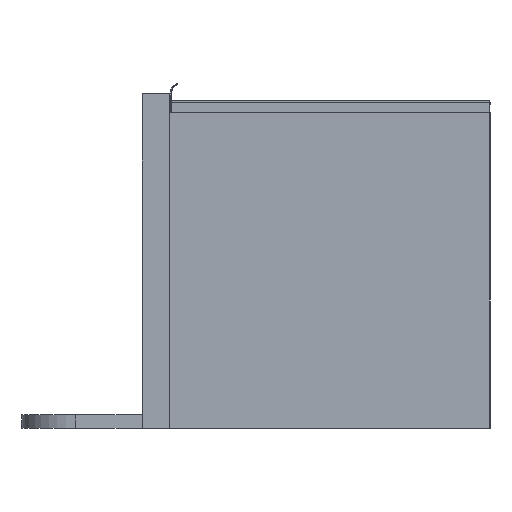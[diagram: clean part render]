
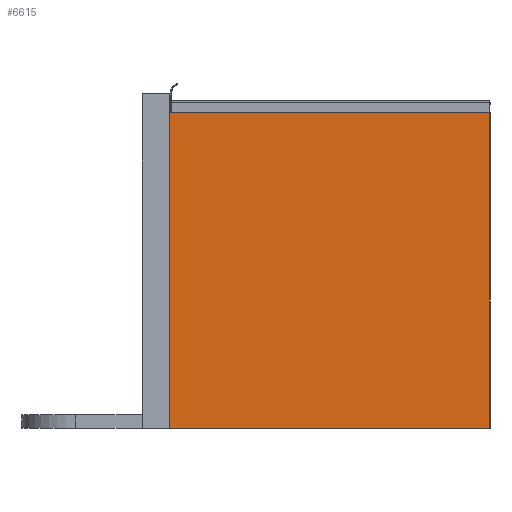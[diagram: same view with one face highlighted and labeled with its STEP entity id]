
A CAD part, left-side view. The second image highlights one B-rep face of the part: STEP entity #6615.
In plain terms, the highlighted planar face has unit normal (-1, 0, 0).
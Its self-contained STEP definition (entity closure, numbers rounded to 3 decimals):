
#8 = CARTESIAN_POINT ( 'NONE',  ( -890., 240., 472. ) ) ;
#62 = DIRECTION ( 'NONE',  ( 0., 0., -1. ) ) ;
#414 = ORIENTED_EDGE ( 'NONE', *, *, #6180, .T. ) ;
#774 = EDGE_CURVE ( 'NONE', #2463, #6782, #6955, .T. ) ;
#1111 = CARTESIAN_POINT ( 'NONE',  ( -890., -240., 472. ) ) ;
#1292 = CARTESIAN_POINT ( 'NONE',  ( -890., 240., 0. ) ) ;
#1469 = VERTEX_POINT ( 'NONE', #7828 ) ;
#1732 = EDGE_LOOP ( 'NONE', ( #8093, #4335, #2569, #414 ) ) ;
#1830 = FACE_OUTER_BOUND ( 'NONE', #1732, .T. ) ;
#1919 = LINE ( 'NONE', #5728, #4829 ) ;
#2463 = VERTEX_POINT ( 'NONE', #4327 ) ;
#2569 = ORIENTED_EDGE ( 'NONE', *, *, #7663, .F. ) ;
#2589 = VECTOR ( 'NONE', #3840, 1000. ) ;
#3308 = EDGE_CURVE ( 'NONE', #5928, #6782, #4986, .T. ) ;
#3840 = DIRECTION ( 'NONE',  ( 0., -1., 0. ) ) ;
#3905 = CARTESIAN_POINT ( 'NONE',  ( -890., 240., 472. ) ) ;
#4200 = VECTOR ( 'NONE', #7224, 1000. ) ;
#4327 = CARTESIAN_POINT ( 'NONE',  ( -890., 240., 0. ) ) ;
#4335 = ORIENTED_EDGE ( 'NONE', *, *, #3308, .F. ) ;
#4351 = DIRECTION ( 'NONE',  ( 0., 1., 0. ) ) ;
#4689 = LINE ( 'NONE', #3905, #4200 ) ;
#4829 = VECTOR ( 'NONE', #62, 1000. ) ;
#4882 = CARTESIAN_POINT ( 'NONE',  ( -890., -240., 0. ) ) ;
#4986 = LINE ( 'NONE', #1111, #5984 ) ;
#5485 = AXIS2_PLACEMENT_3D ( 'NONE', #8, #6959, #4351 ) ;
#5728 = CARTESIAN_POINT ( 'NONE',  ( -890., 240., 472. ) ) ;
#5928 = VERTEX_POINT ( 'NONE', #6409 ) ;
#5984 = VECTOR ( 'NONE', #7475, 1000. ) ;
#6180 = EDGE_CURVE ( 'NONE', #1469, #2463, #1919, .T. ) ;
#6380 = PLANE ( 'NONE',  #5485 ) ;
#6409 = CARTESIAN_POINT ( 'NONE',  ( -890., -240., 472. ) ) ;
#6615 = ADVANCED_FACE ( 'NONE', ( #1830 ), #6380, .F. ) ;
#6782 = VERTEX_POINT ( 'NONE', #4882 ) ;
#6955 = LINE ( 'NONE', #1292, #2589 ) ;
#6959 = DIRECTION ( 'NONE',  ( 1., 0., 0. ) ) ;
#7224 = DIRECTION ( 'NONE',  ( 0., -1., 0. ) ) ;
#7475 = DIRECTION ( 'NONE',  ( 0., 0., -1. ) ) ;
#7663 = EDGE_CURVE ( 'NONE', #1469, #5928, #4689, .T. ) ;
#7828 = CARTESIAN_POINT ( 'NONE',  ( -890., 240., 472. ) ) ;
#8093 = ORIENTED_EDGE ( 'NONE', *, *, #774, .T. ) ;
